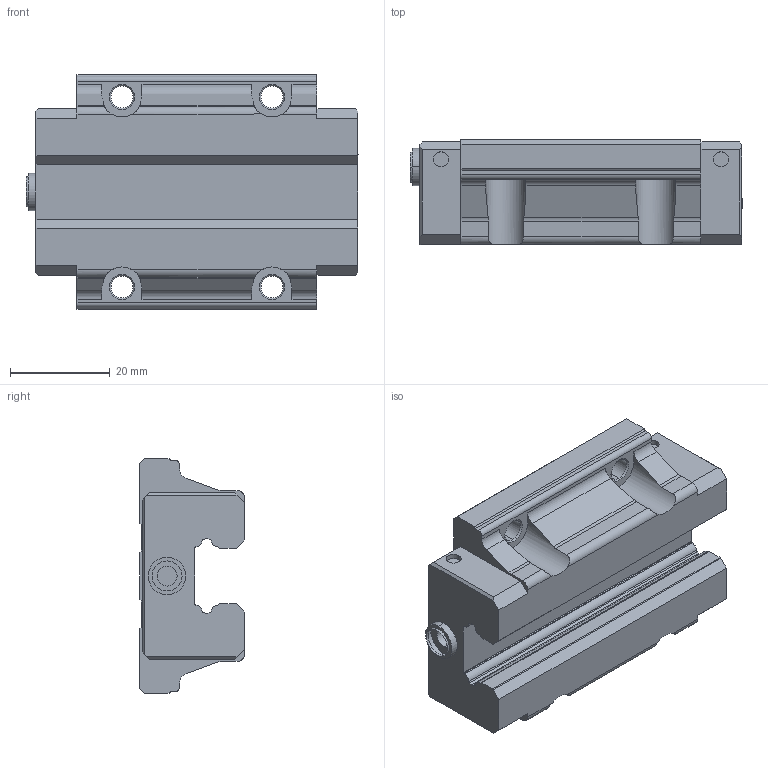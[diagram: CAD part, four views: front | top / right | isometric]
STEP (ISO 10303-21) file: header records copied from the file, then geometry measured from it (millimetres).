
FILE_DESCRIPTION (( 'STEP AP214' ), '1' );
FILE_NAME ('SHS15CSS, Føringsvogn, Bondy.STEP', '2020-06-15T07:52:29', ( '' ), ( '' ), 'SwSTEP 2.0', 'SolidWorks 2020', '' );
FILE_SCHEMA (( 'AUTOMOTIVE_DESIGN' ));
Length unit declared in the file: millimetre
Products named in the file (3): SHS15CSS, Føringsvogn, Bondy; _SHS15CSSPB1021B1 Slide25-55; _PB1021B-SHS_grease_nipple_joint
Assembly tree (2 placements, depth 2):
  SHS15CSS, Føringsvogn, Bondy
    _SHS15CSSPB1021B1 Slide25-55
    _PB1021B-SHS_grease_nipple_joint
Bounding box: 66.4 x 21 x 47 mm (x, y, z)
Volume: 41844.6 mm3; surface area: 11482.4 mm2
Topology: 1 solids, 2 shells, 174 faces, 473 edges, 310 vertices
Faces by surface type: plane 87, cylinder 71, cone 16
Entity records: 5706 total; most frequent: CARTESIAN_POINT 1115, DIRECTION 951, ORIENTED_EDGE 944, EDGE_CURVE 473, AXIS2_PLACEMENT_3D 322, VERTEX_POINT 310, VECTOR 307, LINE 307
